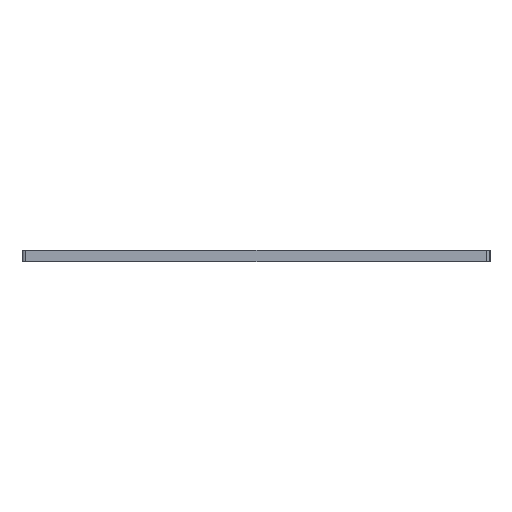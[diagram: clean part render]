
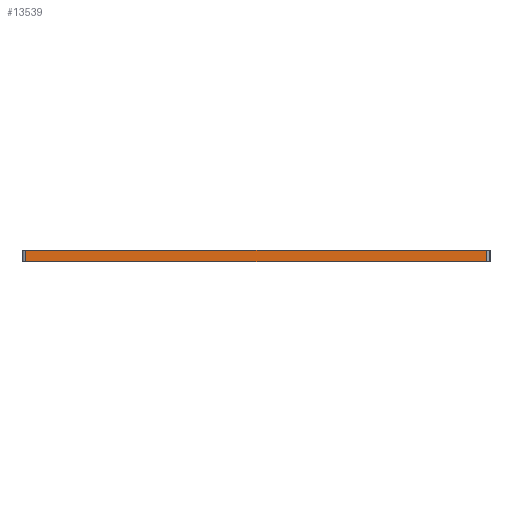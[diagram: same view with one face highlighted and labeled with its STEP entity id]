
A CAD part, left-side view. The second image highlights one B-rep face of the part: STEP entity #13539.
In plain terms, the highlighted planar face has unit normal (-1, 0, 0).
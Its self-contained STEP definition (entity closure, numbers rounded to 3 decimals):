
#504=PLANE('',#14873);
#1165=FACE_OUTER_BOUND('',#1827,.T.);
#1827=EDGE_LOOP('',(#11223,#11224,#11225,#11226));
#3307=LINE('',#22796,#4627);
#3308=LINE('',#22799,#4628);
#3309=LINE('',#22801,#4629);
#3310=LINE('',#22802,#4630);
#4627=VECTOR('',#18829,10.);
#4628=VECTOR('',#18832,10.);
#4629=VECTOR('',#18833,10.);
#4630=VECTOR('',#18834,10.);
#6607=VERTEX_POINT('',#22792);
#6608=VERTEX_POINT('',#22794);
#6609=VERTEX_POINT('',#22798);
#6610=VERTEX_POINT('',#22800);
#8585=EDGE_CURVE('',#6607,#6608,#3307,.T.);
#8586=EDGE_CURVE('',#6607,#6609,#3308,.T.);
#8587=EDGE_CURVE('',#6610,#6608,#3309,.T.);
#8588=EDGE_CURVE('',#6609,#6610,#3310,.T.);
#11223=ORIENTED_EDGE('',*,*,#8586,.F.);
#11224=ORIENTED_EDGE('',*,*,#8585,.T.);
#11225=ORIENTED_EDGE('',*,*,#8587,.F.);
#11226=ORIENTED_EDGE('',*,*,#8588,.F.);
#13539=ADVANCED_FACE('',(#1165),#504,.T.);
#14873=AXIS2_PLACEMENT_3D('',#22797,#18830,#18831);
#18829=DIRECTION('',(0.,0.,1.));
#18830=DIRECTION('center_axis',(-1.,0.,0.));
#18831=DIRECTION('ref_axis',(0.,-1.,0.));
#18832=DIRECTION('',(0.,1.,0.));
#18833=DIRECTION('',(0.,-1.,0.));
#18834=DIRECTION('',(0.,0.,1.));
#22792=CARTESIAN_POINT('',(-160.,-121.465,0.));
#22794=CARTESIAN_POINT('',(-160.,-121.465,3.));
#22796=CARTESIAN_POINT('',(-160.,-121.465,0.));
#22797=CARTESIAN_POINT('Origin',(-160.,0.378,0.));
#22798=CARTESIAN_POINT('',(-160.,0.378,0.));
#22799=CARTESIAN_POINT('',(-160.,-121.465,0.));
#22800=CARTESIAN_POINT('',(-160.,0.378,3.));
#22801=CARTESIAN_POINT('',(-160.,-121.465,3.));
#22802=CARTESIAN_POINT('',(-160.,0.378,0.));
